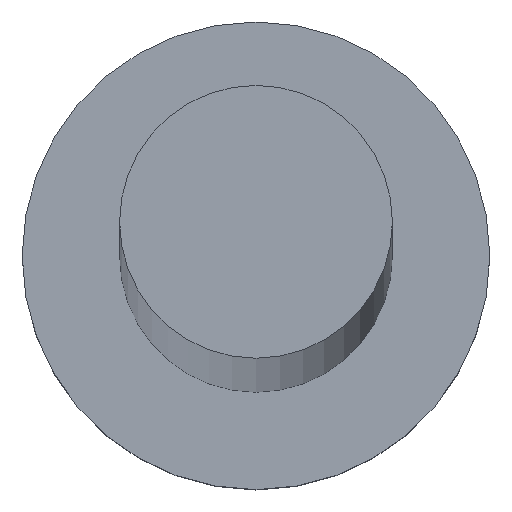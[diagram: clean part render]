
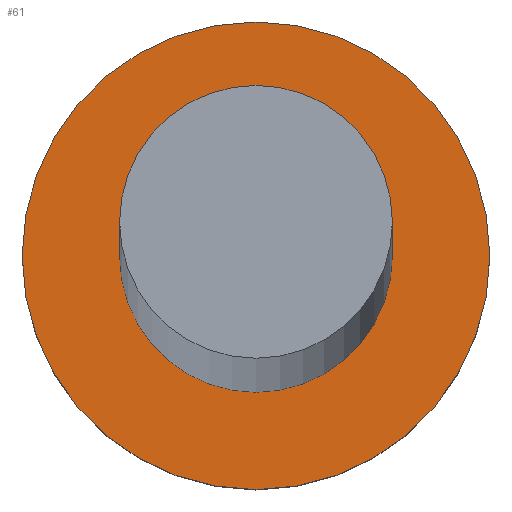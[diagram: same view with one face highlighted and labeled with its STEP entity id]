
A CAD part, top view. The second image highlights one B-rep face of the part: STEP entity #61.
In plain terms, the highlighted planar face has unit normal (0, 0, 1).
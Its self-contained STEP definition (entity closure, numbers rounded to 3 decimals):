
#13 = CARTESIAN_POINT ( 'NONE',  ( 3.5, 0., 5. ) ) ;
#23 = DIRECTION ( 'NONE',  ( 1., 0., 0. ) ) ;
#29 = AXIS2_PLACEMENT_3D ( 'NONE', #246, #119, #159 ) ;
#39 = DIRECTION ( 'NONE',  ( 1., 0., 0. ) ) ;
#42 = AXIS2_PLACEMENT_3D ( 'NONE', #148, #45, #128 ) ;
#45 = DIRECTION ( 'NONE',  ( 0., 0., 1. ) ) ;
#46 = EDGE_CURVE ( 'NONE', #180, #65, #207, .T. ) ;
#56 = DIRECTION ( 'NONE',  ( 0., 0., 1. ) ) ;
#60 = ORIENTED_EDGE ( 'NONE', *, *, #46, .T. ) ;
#61 = ADVANCED_FACE ( 'NONE', ( #81, #236 ), #255, .T. ) ;
#62 = DIRECTION ( 'NONE',  ( 0., 0., 1. ) ) ;
#64 = ORIENTED_EDGE ( 'NONE', *, *, #204, .F. ) ;
#65 = VERTEX_POINT ( 'NONE', #105 ) ;
#72 = CIRCLE ( 'NONE', #216, 6. ) ;
#74 = CARTESIAN_POINT ( 'NONE',  ( -3.5, 0., 5. ) ) ;
#79 = CIRCLE ( 'NONE', #29, 3.5 ) ;
#81 = FACE_BOUND ( 'NONE', #147, .T. ) ;
#82 = ORIENTED_EDGE ( 'NONE', *, *, #122, .T. ) ;
#97 = VERTEX_POINT ( 'NONE', #74 ) ;
#101 = ORIENTED_EDGE ( 'NONE', *, *, #199, .F. ) ;
#102 = CARTESIAN_POINT ( 'NONE',  ( 0., 0., 5. ) ) ;
#105 = CARTESIAN_POINT ( 'NONE',  ( 6., 0., 5. ) ) ;
#111 = AXIS2_PLACEMENT_3D ( 'NONE', #160, #62, #23 ) ;
#119 = DIRECTION ( 'NONE',  ( 0., 0., 1. ) ) ;
#122 = EDGE_CURVE ( 'NONE', #65, #180, #72, .T. ) ;
#128 = DIRECTION ( 'NONE',  ( 1., 0., 0. ) ) ;
#144 = DIRECTION ( 'NONE',  ( 0., 0., 1. ) ) ;
#147 = EDGE_LOOP ( 'NONE', ( #64, #101 ) ) ;
#148 = CARTESIAN_POINT ( 'NONE',  ( 0., 0., 5. ) ) ;
#155 = VERTEX_POINT ( 'NONE', #13 ) ;
#157 = CARTESIAN_POINT ( 'NONE',  ( 0., 0., 5. ) ) ;
#159 = DIRECTION ( 'NONE',  ( 1., 0., 0. ) ) ;
#160 = CARTESIAN_POINT ( 'NONE',  ( 0., 0., 5. ) ) ;
#163 = EDGE_LOOP ( 'NONE', ( #60, #82 ) ) ;
#174 = DIRECTION ( 'NONE',  ( 1., 0., 0. ) ) ;
#180 = VERTEX_POINT ( 'NONE', #228 ) ;
#199 = EDGE_CURVE ( 'NONE', #155, #97, #79, .T. ) ;
#203 = CIRCLE ( 'NONE', #253, 3.5 ) ;
#204 = EDGE_CURVE ( 'NONE', #97, #155, #203, .T. ) ;
#207 = CIRCLE ( 'NONE', #42, 6. ) ;
#216 = AXIS2_PLACEMENT_3D ( 'NONE', #157, #144, #174 ) ;
#228 = CARTESIAN_POINT ( 'NONE',  ( -6., 0., 5. ) ) ;
#236 = FACE_OUTER_BOUND ( 'NONE', #163, .T. ) ;
#246 = CARTESIAN_POINT ( 'NONE',  ( 0., 0., 5. ) ) ;
#253 = AXIS2_PLACEMENT_3D ( 'NONE', #102, #56, #39 ) ;
#255 = PLANE ( 'NONE',  #111 ) ;
